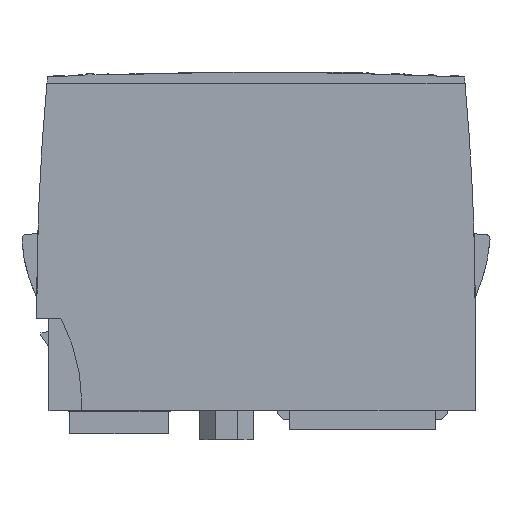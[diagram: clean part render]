
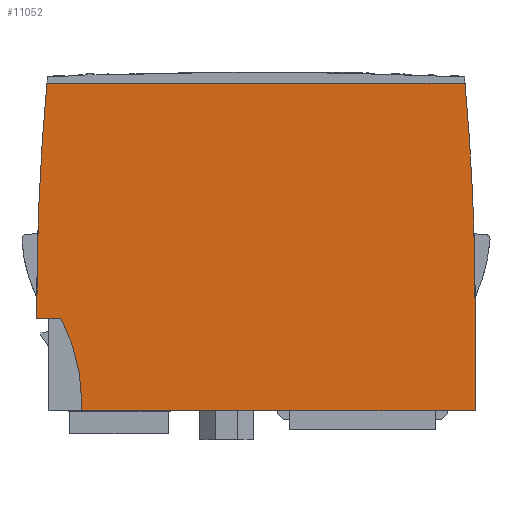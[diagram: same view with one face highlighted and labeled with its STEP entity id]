
A CAD part, left-side view. The second image highlights one B-rep face of the part: STEP entity #11052.
In plain terms, the highlighted planar face has unit normal (-1, 0, 0).
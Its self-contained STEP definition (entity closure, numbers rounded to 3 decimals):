
#11052=ADVANCED_FACE('',(#13400),#12510,.F.);
#12510=PLANE('',#35519);
#13400=FACE_OUTER_BOUND('',#14785,.T.);
#14785=EDGE_LOOP('',(#21825,#21826,#21827,#21828,#21829,#21830,#21831,#21832));
#16391=CIRCLE('',#35518,28.3);
#16727=LINE('',#43131,#19082);
#16728=LINE('',#43135,#19083);
#16729=LINE('',#43139,#19084);
#16730=LINE('',#43141,#19085);
#16731=LINE('',#43143,#19086);
#19082=VECTOR('',#37142,1.);
#19083=VECTOR('',#37145,1.);
#19084=VECTOR('',#37148,1.);
#19085=VECTOR('',#37149,1.);
#19086=VECTOR('',#37150,1.);
#21825=ORIENTED_EDGE('',*,*,#31625,.F.);
#21826=ORIENTED_EDGE('',*,*,#31626,.T.);
#21827=ORIENTED_EDGE('',*,*,#31627,.F.);
#21828=ORIENTED_EDGE('',*,*,#31628,.F.);
#21829=ORIENTED_EDGE('',*,*,#31629,.F.);
#21830=ORIENTED_EDGE('',*,*,#31630,.F.);
#21831=ORIENTED_EDGE('',*,*,#31631,.F.);
#21832=ORIENTED_EDGE('',*,*,#31632,.F.);
#29177=VERTEX_POINT('',#43129);
#29178=VERTEX_POINT('',#43130);
#29179=VERTEX_POINT('',#43132);
#29180=VERTEX_POINT('',#43134);
#29181=VERTEX_POINT('',#43136);
#29182=VERTEX_POINT('',#43138);
#29183=VERTEX_POINT('',#43140);
#29184=VERTEX_POINT('',#43142);
#31625=EDGE_CURVE('',#29177,#29178,#35301,.T.);
#31626=EDGE_CURVE('',#29177,#29179,#16727,.T.);
#31627=EDGE_CURVE('',#29180,#29179,#35302,.T.);
#31628=EDGE_CURVE('',#29181,#29180,#16728,.T.);
#31629=EDGE_CURVE('',#29182,#29181,#16391,.T.);
#31630=EDGE_CURVE('',#29183,#29182,#16729,.T.);
#31631=EDGE_CURVE('',#29184,#29183,#16730,.T.);
#31632=EDGE_CURVE('',#29178,#29184,#16731,.T.);
#35301=ELLIPSE('',#35516,391.5,391.5);
#35302=ELLIPSE('',#35517,391.5,391.5);
#35516=AXIS2_PLACEMENT_3D('',#43128,#37140,#37141);
#35517=AXIS2_PLACEMENT_3D('',#43133,#37143,#37144);
#35518=AXIS2_PLACEMENT_3D('',#43137,#37146,#37147);
#35519=AXIS2_PLACEMENT_3D('',#43144,#37151,#37152);
#37140=DIRECTION('',(1.,0.,0.));
#37141=DIRECTION('',(0.,-0.997,0.079));
#37142=DIRECTION('',(0.,1.,0.));
#37143=DIRECTION('',(1.,0.,0.));
#37144=DIRECTION('',(0.,0.,1.));
#37145=DIRECTION('',(0.,1.,0.));
#37146=DIRECTION('',(-1.,0.,0.));
#37147=DIRECTION('',(0.,-0.884,0.467));
#37148=DIRECTION('',(0.,0.,1.));
#37149=DIRECTION('',(0.,1.,0.));
#37150=DIRECTION('',(0.,0.,-1.));
#37151=DIRECTION('',(1.,0.,0.));
#37152=DIRECTION('',(0.,0.,-1.));
#43128=CARTESIAN_POINT('',(-7.5,359.5,30.15));
#43129=CARTESIAN_POINT('',(-7.5,-30.405,65.45));
#43130=CARTESIAN_POINT('',(-7.5,-32.,30.15));
#43131=CARTESIAN_POINT('',(-7.5,-354.2,65.45));
#43132=CARTESIAN_POINT('',(-7.5,35.705,65.45));
#43133=CARTESIAN_POINT('',(-7.5,-354.2,30.15));
#43134=CARTESIAN_POINT('',(-7.5,37.295,28.23));
#43135=CARTESIAN_POINT('',(-7.5,33.483,28.23));
#43136=CARTESIAN_POINT('',(-7.5,33.483,28.23));
#43137=CARTESIAN_POINT('',(-7.5,58.5,15.));
#43138=CARTESIAN_POINT('',(-7.5,30.2,15.));
#43139=CARTESIAN_POINT('',(-7.5,30.2,13.65));
#43140=CARTESIAN_POINT('',(-7.5,30.2,13.65));
#43141=CARTESIAN_POINT('',(-7.5,-32.,13.65));
#43142=CARTESIAN_POINT('',(-7.5,-32.,13.65));
#43143=CARTESIAN_POINT('',(-7.5,-32.,30.15));
#43144=CARTESIAN_POINT('',(-7.5,-354.2,30.15));
